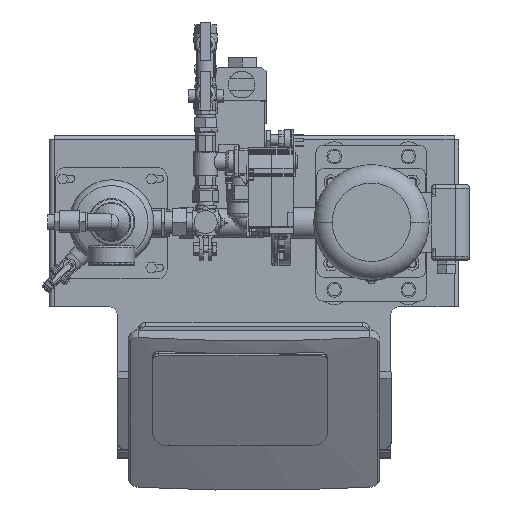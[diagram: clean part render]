
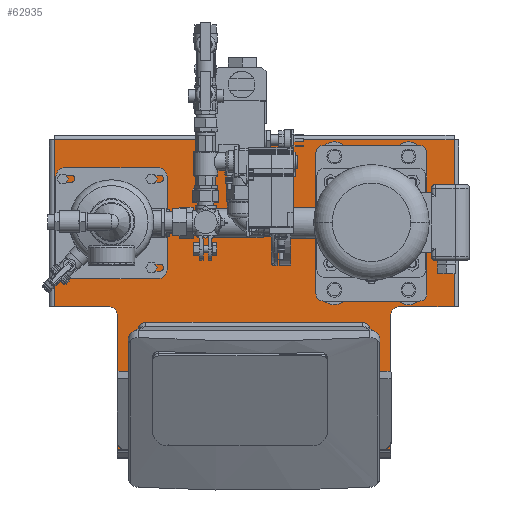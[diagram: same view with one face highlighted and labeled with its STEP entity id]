
A CAD part, top view. The second image highlights one B-rep face of the part: STEP entity #62935.
In plain terms, the highlighted planar face has unit normal (0, 0, 1).
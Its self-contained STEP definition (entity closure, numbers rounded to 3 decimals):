
#2125=LINE('',#92259,#9332);
#2128=LINE('',#92267,#9335);
#2136=LINE('',#92293,#9343);
#2137=LINE('',#92296,#9344);
#2138=LINE('',#92298,#9345);
#2139=LINE('',#92300,#9346);
#2140=LINE('',#92302,#9347);
#2141=LINE('',#92303,#9348);
#9332=VECTOR('',#74299,10.);
#9335=VECTOR('',#74304,10.);
#9343=VECTOR('',#74328,10.);
#9344=VECTOR('',#74331,10.);
#9345=VECTOR('',#74332,10.);
#9346=VECTOR('',#74333,10.);
#9347=VECTOR('',#74334,10.);
#9348=VECTOR('',#74335,10.);
#15839=PLANE('',#67047);
#19532=FACE_OUTER_BOUND('',#23442,.T.);
#23442=EDGE_LOOP('',(#46425,#46426,#46427,#46428,#46429,#46430,#46431,#46432,
#46433,#46434));
#27273=CIRCLE('',#67032,12.5);
#27283=CIRCLE('',#67045,12.5);
#29332=VERTEX_POINT('',#92233);
#29333=VERTEX_POINT('',#92235);
#29343=VERTEX_POINT('',#92257);
#29346=VERTEX_POINT('',#92264);
#29347=VERTEX_POINT('',#92266);
#29357=VERTEX_POINT('',#92288);
#29358=VERTEX_POINT('',#92295);
#29359=VERTEX_POINT('',#92297);
#29360=VERTEX_POINT('',#92299);
#29361=VERTEX_POINT('',#92301);
#35908=EDGE_CURVE('',#29333,#29332,#27273,.T.);
#35920=EDGE_CURVE('',#29332,#29343,#2125,.T.);
#35923=EDGE_CURVE('',#29347,#29346,#2128,.T.);
#35935=EDGE_CURVE('',#29346,#29357,#27283,.T.);
#35937=EDGE_CURVE('',#29347,#29343,#2136,.T.);
#35938=EDGE_CURVE('',#29358,#29333,#2137,.T.);
#35939=EDGE_CURVE('',#29357,#29359,#2138,.T.);
#35940=EDGE_CURVE('',#29360,#29359,#2139,.T.);
#35941=EDGE_CURVE('',#29360,#29361,#2140,.T.);
#35942=EDGE_CURVE('',#29358,#29361,#2141,.T.);
#46425=ORIENTED_EDGE('',*,*,#35938,.T.);
#46426=ORIENTED_EDGE('',*,*,#35908,.T.);
#46427=ORIENTED_EDGE('',*,*,#35920,.T.);
#46428=ORIENTED_EDGE('',*,*,#35937,.F.);
#46429=ORIENTED_EDGE('',*,*,#35923,.T.);
#46430=ORIENTED_EDGE('',*,*,#35935,.T.);
#46431=ORIENTED_EDGE('',*,*,#35939,.T.);
#46432=ORIENTED_EDGE('',*,*,#35940,.F.);
#46433=ORIENTED_EDGE('',*,*,#35941,.T.);
#46434=ORIENTED_EDGE('',*,*,#35942,.F.);
#62935=ADVANCED_FACE('',(#19532),#15839,.T.);
#67032=AXIS2_PLACEMENT_3D('',#92236,#74280,#74281);
#67045=AXIS2_PLACEMENT_3D('',#92290,#74323,#74324);
#67047=AXIS2_PLACEMENT_3D('',#92294,#74329,#74330);
#74280=DIRECTION('center_axis',(0.,0.,
-1.));
#74281=DIRECTION('ref_axis',(1.,0.,0.));
#74299=DIRECTION('',(0.,-1.,0.));
#74304=DIRECTION('',(0.,1.,0.));
#74323=DIRECTION('center_axis',(0.,0.,
-1.));
#74324=DIRECTION('ref_axis',(0.,1.,0.));
#74328=DIRECTION('',(-1.,0.,0.));
#74329=DIRECTION('center_axis',(0.,0.,
1.));
#74330=DIRECTION('ref_axis',(0.,1.,0.));
#74331=DIRECTION('',(1.,0.,0.));
#74332=DIRECTION('',(1.,0.,0.));
#74333=DIRECTION('',(0.,-1.,0.));
#74334=DIRECTION('',(-1.,0.,0.));
#74335=DIRECTION('',(0.,1.,0.));
#92233=CARTESIAN_POINT('',(-184.5,193.,30.));
#92235=CARTESIAN_POINT('',(-197.,205.5,30.));
#92236=CARTESIAN_POINT('Origin',(-197.,193.,30.));
#92257=CARTESIAN_POINT('',(-184.5,12.692,30.));
#92259=CARTESIAN_POINT('',(-184.5,102.846,30.));
#92264=CARTESIAN_POINT('',(184.5,193.,30.));
#92266=CARTESIAN_POINT('',(184.5,12.692,30.));
#92267=CARTESIAN_POINT('',(184.5,6.346,30.));
#92288=CARTESIAN_POINT('',(197.,205.5,30.));
#92290=CARTESIAN_POINT('Origin',(197.,193.,30.));
#92293=CARTESIAN_POINT('',(0.,12.692,30.));
#92294=CARTESIAN_POINT('Origin',(0.,12.692,30.));
#92295=CARTESIAN_POINT('',(-270.,205.5,30.));
#92296=CARTESIAN_POINT('',(-135.,205.5,30.));
#92297=CARTESIAN_POINT('',(270.,205.5,30.));
#92298=CARTESIAN_POINT('',(98.5,205.5,30.));
#92299=CARTESIAN_POINT('',(270.,430.5,30.));
#92300=CARTESIAN_POINT('',(270.,12.692,30.));
#92301=CARTESIAN_POINT('',(-270.,430.5,30.));
#92302=CARTESIAN_POINT('',(0.,430.5,30.));
#92303=CARTESIAN_POINT('',(-270.,12.692,30.));
